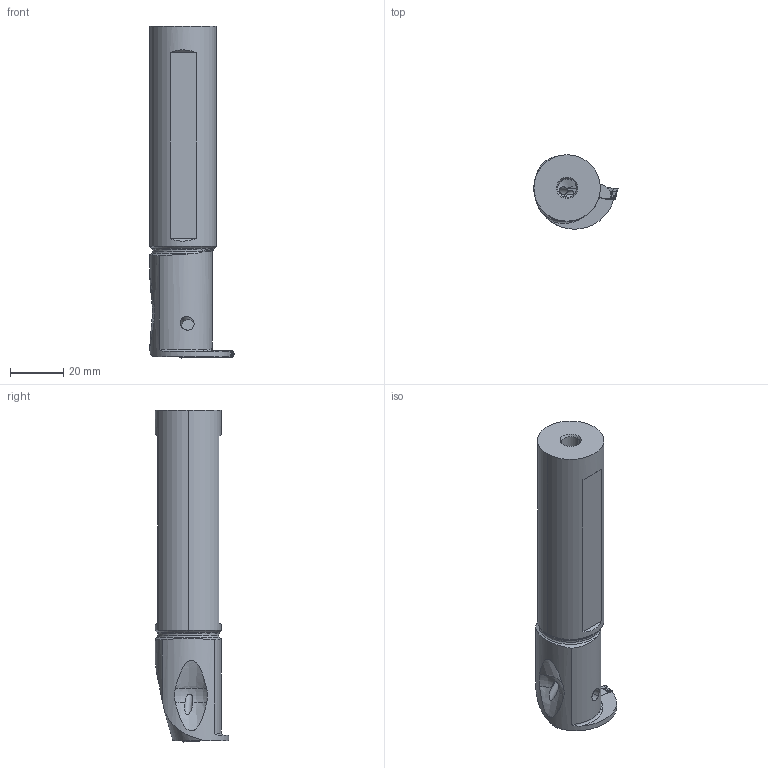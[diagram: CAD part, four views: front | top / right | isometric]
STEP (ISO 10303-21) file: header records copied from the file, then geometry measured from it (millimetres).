
FILE_DESCRIPTION(/* description */ (''),/* implementation_level */ '2;1');
FILE_NAME(/* name */ 'GYAL25K90B-F06_CW3_00_MR1_5.stp',/* time_stamp */ '2023-03-20T14:53:13+09:00',/* author */ (''),/* organization */ (''),/* preprocessor_version */ 'ST-DEVELOPER v16',/* originating_system */ 'SIEMENS PLM Software NX 10.0',/* authorisation */ '');
FILE_SCHEMA (('AUTOMOTIVE_DESIGN { 1 0 10303 214 3 1 1 1 }'));
Length unit declared in the file: millimetre
Products named in the file (1): GYAL25K90B-F06_CW3_00_MR1_5_ASM
Bounding box: 31.69 x 27.82 x 125 mm (x, y, z)
Volume: 53128.8 mm3; surface area: 13878.4 mm2
Topology: 2 solids, 2 shells, 178 faces, 553 edges, 401 vertices
Faces by surface type: cylinder 60, bspline 49, plane 42, cone 15, torus 8, sphere 2, extrusion 2
Entity records: 11600 total; most frequent: CARTESIAN_POINT 7157, ORIENTED_EDGE 1054, DIRECTION 684, EDGE_CURVE 527, VERTEX_POINT 356, AXIS2_PLACEMENT_3D 272, B_SPLINE_CURVE_WITH_KNOTS 262, EDGE_LOOP 187
